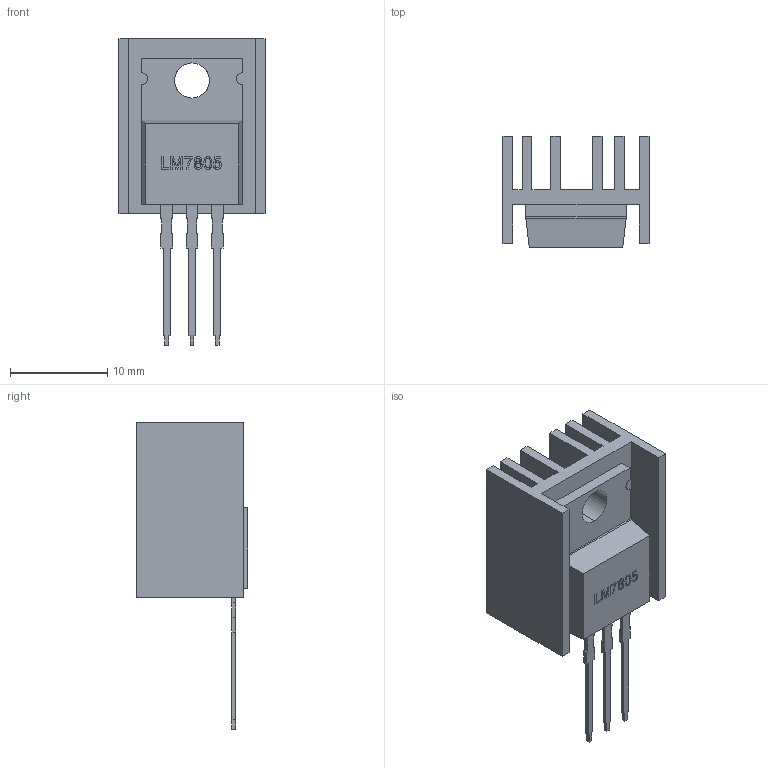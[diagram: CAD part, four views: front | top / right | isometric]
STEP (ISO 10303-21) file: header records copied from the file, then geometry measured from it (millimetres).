
FILE_DESCRIPTION (( 'STEP AP214' ), '1' );
FILE_NAME ('LM7805_Heatsink.STEP', '2015-10-17T07:22:22', ( '' ), ( '' ), 'SwSTEP 2.0', 'SolidWorks 2014', '' );
FILE_SCHEMA (( 'AUTOMOTIVE_DESIGN' ));
Length unit declared in the file: millimetre
Products named in the file (1): LM7805_Heatsink
Bounding box: 15 x 11.4 x 31.5 mm (x, y, z)
Volume: 1581.1 mm3; surface area: 2486.4 mm2
Topology: 1 solids, 1 shells, 124 faces, 396 edges, 287 vertices
Faces by surface type: plane 118, cylinder 6
Entity records: 5959 total; most frequent: CARTESIAN_POINT 1420, ORIENTED_EDGE 792, DIRECTION 622, EDGE_CURVE 396, VECTOR 340, LINE 340, VERTEX_POINT 287, AXIS2_PLACEMENT_3D 141
